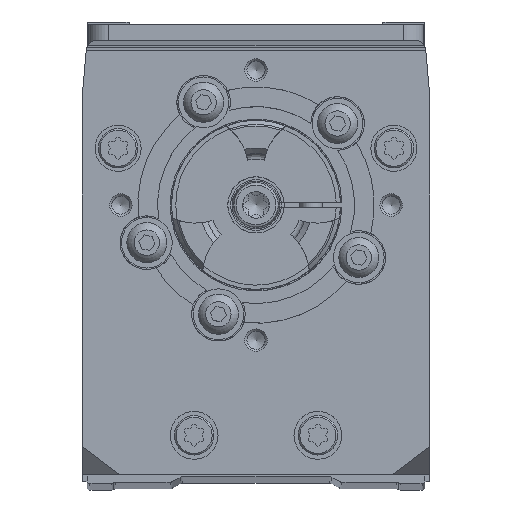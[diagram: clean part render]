
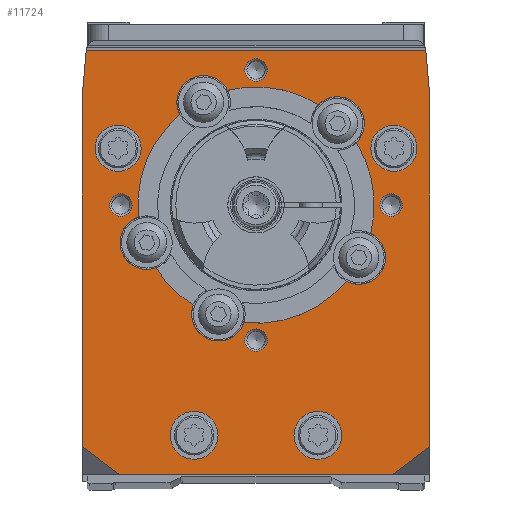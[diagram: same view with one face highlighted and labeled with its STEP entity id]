
A CAD part, top view. The second image highlights one B-rep face of the part: STEP entity #11724.
In plain terms, the highlighted planar face has unit normal (0, 0, 1).
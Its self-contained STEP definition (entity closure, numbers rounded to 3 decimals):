
#336=PLANE('',#13573);
#717=LINE('',#19062,#1666);
#718=LINE('',#19065,#1667);
#719=LINE('',#19067,#1668);
#720=LINE('',#19069,#1669);
#721=LINE('',#19071,#1670);
#722=LINE('',#19073,#1671);
#723=LINE('',#19075,#1672);
#724=LINE('',#19077,#1673);
#725=LINE('',#19079,#1674);
#726=LINE('',#19081,#1675);
#1666=VECTOR('',#15171,1000.);
#1667=VECTOR('',#15172,1000.);
#1668=VECTOR('',#15173,1000.);
#1669=VECTOR('',#15174,1000.);
#1670=VECTOR('',#15175,1000.);
#1671=VECTOR('',#15176,1000.);
#1672=VECTOR('',#15177,1000.);
#1673=VECTOR('',#15178,1000.);
#1674=VECTOR('',#15179,1000.);
#1675=VECTOR('',#15180,1000.);
#2744=ORIENTED_EDGE('',*,*,#6123,.F.);
#2745=ORIENTED_EDGE('',*,*,#5963,.T.);
#2746=ORIENTED_EDGE('',*,*,#6124,.F.);
#2747=ORIENTED_EDGE('',*,*,#5961,.T.);
#2748=ORIENTED_EDGE('',*,*,#6125,.F.);
#2749=ORIENTED_EDGE('',*,*,#5977,.T.);
#2750=ORIENTED_EDGE('',*,*,#6126,.F.);
#2751=ORIENTED_EDGE('',*,*,#5973,.T.);
#2752=ORIENTED_EDGE('',*,*,#6127,.F.);
#2753=ORIENTED_EDGE('',*,*,#5969,.T.);
#2754=ORIENTED_EDGE('',*,*,#6128,.T.);
#2755=ORIENTED_EDGE('',*,*,#6129,.T.);
#2756=ORIENTED_EDGE('',*,*,#6130,.T.);
#2757=ORIENTED_EDGE('',*,*,#6131,.T.);
#2758=ORIENTED_EDGE('',*,*,#6132,.F.);
#2759=ORIENTED_EDGE('',*,*,#6133,.F.);
#2760=ORIENTED_EDGE('',*,*,#6134,.F.);
#2761=ORIENTED_EDGE('',*,*,#6135,.F.);
#2762=ORIENTED_EDGE('',*,*,#6136,.F.);
#2763=ORIENTED_EDGE('',*,*,#6137,.F.);
#2764=ORIENTED_EDGE('',*,*,#6138,.F.);
#2765=ORIENTED_EDGE('',*,*,#6139,.F.);
#2766=ORIENTED_EDGE('',*,*,#6140,.F.);
#2767=ORIENTED_EDGE('',*,*,#6141,.F.);
#2768=ORIENTED_EDGE('',*,*,#6142,.T.);
#2769=ORIENTED_EDGE('',*,*,#6143,.F.);
#2770=ORIENTED_EDGE('',*,*,#6144,.T.);
#2771=ORIENTED_EDGE('',*,*,#6145,.F.);
#5961=EDGE_CURVE('',#7660,#7659,#8858,.T.);
#5963=EDGE_CURVE('',#7661,#7662,#8859,.T.);
#5969=EDGE_CURVE('',#7668,#7667,#8862,.T.);
#5973=EDGE_CURVE('',#7672,#7671,#8864,.T.);
#5977=EDGE_CURVE('',#7676,#7675,#8866,.T.);
#6123=EDGE_CURVE('',#7661,#7667,#8938,.F.);
#6124=EDGE_CURVE('',#7660,#7662,#8939,.F.);
#6125=EDGE_CURVE('',#7676,#7659,#8940,.F.);
#6126=EDGE_CURVE('',#7672,#7675,#8941,.F.);
#6127=EDGE_CURVE('',#7668,#7671,#8942,.F.);
#6128=EDGE_CURVE('',#7804,#7804,#8943,.T.);
#6129=EDGE_CURVE('',#7805,#7805,#8944,.T.);
#6130=EDGE_CURVE('',#7806,#7806,#8945,.T.);
#6131=EDGE_CURVE('',#7807,#7807,#8946,.T.);
#6132=EDGE_CURVE('',#7808,#7808,#8947,.T.);
#6133=EDGE_CURVE('',#7809,#7809,#8948,.T.);
#6134=EDGE_CURVE('',#7810,#7810,#8949,.T.);
#6135=EDGE_CURVE('',#7811,#7811,#8950,.T.);
#6136=EDGE_CURVE('',#7812,#7813,#717,.T.);
#6137=EDGE_CURVE('',#7814,#7812,#718,.T.);
#6138=EDGE_CURVE('',#7815,#7814,#719,.T.);
#6139=EDGE_CURVE('',#7816,#7815,#720,.T.);
#6140=EDGE_CURVE('',#7817,#7816,#721,.T.);
#6141=EDGE_CURVE('',#7818,#7817,#722,.T.);
#6142=EDGE_CURVE('',#7818,#7819,#723,.T.);
#6143=EDGE_CURVE('',#7820,#7819,#724,.T.);
#6144=EDGE_CURVE('',#7820,#7821,#725,.T.);
#6145=EDGE_CURVE('',#7813,#7821,#726,.T.);
#7659=VERTEX_POINT('',#18606);
#7660=VERTEX_POINT('',#18608);
#7661=VERTEX_POINT('',#18612);
#7662=VERTEX_POINT('',#18613);
#7667=VERTEX_POINT('',#18624);
#7668=VERTEX_POINT('',#18626);
#7671=VERTEX_POINT('',#18633);
#7672=VERTEX_POINT('',#18635);
#7675=VERTEX_POINT('',#18642);
#7676=VERTEX_POINT('',#18644);
#7804=VERTEX_POINT('',#19047);
#7805=VERTEX_POINT('',#19049);
#7806=VERTEX_POINT('',#19051);
#7807=VERTEX_POINT('',#19053);
#7808=VERTEX_POINT('',#19055);
#7809=VERTEX_POINT('',#19057);
#7810=VERTEX_POINT('',#19059);
#7811=VERTEX_POINT('',#19061);
#7812=VERTEX_POINT('',#19063);
#7813=VERTEX_POINT('',#19064);
#7814=VERTEX_POINT('',#19066);
#7815=VERTEX_POINT('',#19068);
#7816=VERTEX_POINT('',#19070);
#7817=VERTEX_POINT('',#19072);
#7818=VERTEX_POINT('',#19074);
#7819=VERTEX_POINT('',#19076);
#7820=VERTEX_POINT('',#19078);
#7821=VERTEX_POINT('',#19080);
#8858=CIRCLE('',#13457,21.);
#8859=CIRCLE('',#13459,21.);
#8862=CIRCLE('',#13463,21.);
#8864=CIRCLE('',#13466,21.);
#8866=CIRCLE('',#13469,21.);
#8938=CIRCLE('',#13574,4.75);
#8939=CIRCLE('',#13575,4.75);
#8940=CIRCLE('',#13576,4.75);
#8941=CIRCLE('',#13577,4.75);
#8942=CIRCLE('',#13578,4.75);
#8943=CIRCLE('',#13579,2.);
#8944=CIRCLE('',#13580,2.);
#8945=CIRCLE('',#13581,2.);
#8946=CIRCLE('',#13582,2.);
#8947=CIRCLE('',#13583,4.1);
#8948=CIRCLE('',#13584,4.1);
#8949=CIRCLE('',#13585,4.25);
#8950=CIRCLE('',#13586,4.25);
#9523=EDGE_LOOP('',(#2744,#2745,#2746,#2747,#2748,#2749,#2750,#2751,#2752,
#2753));
#9524=EDGE_LOOP('',(#2754));
#9525=EDGE_LOOP('',(#2755));
#9526=EDGE_LOOP('',(#2756));
#9527=EDGE_LOOP('',(#2757));
#9528=EDGE_LOOP('',(#2758));
#9529=EDGE_LOOP('',(#2759));
#9530=EDGE_LOOP('',(#2760));
#9531=EDGE_LOOP('',(#2761));
#9532=EDGE_LOOP('',(#2762,#2763,#2764,#2765,#2766,#2767,#2768,#2769,#2770,
#2771));
#10479=FACE_BOUND('',#9523,.T.);
#10480=FACE_BOUND('',#9524,.T.);
#10481=FACE_BOUND('',#9525,.T.);
#10482=FACE_BOUND('',#9526,.T.);
#10483=FACE_BOUND('',#9527,.T.);
#10484=FACE_BOUND('',#9528,.T.);
#10485=FACE_BOUND('',#9529,.T.);
#10486=FACE_BOUND('',#9530,.T.);
#10487=FACE_BOUND('',#9531,.T.);
#10488=FACE_BOUND('',#9532,.T.);
#11724=ADVANCED_FACE('',(#10479,#10480,#10481,#10482,#10483,#10484,#10485,
#10486,#10487,#10488),#336,.F.);
#13457=AXIS2_PLACEMENT_3D('',#18607,#14860,#14861);
#13459=AXIS2_PLACEMENT_3D('',#18611,#14865,#14866);
#13463=AXIS2_PLACEMENT_3D('',#18625,#14876,#14877);
#13466=AXIS2_PLACEMENT_3D('',#18634,#14884,#14885);
#13469=AXIS2_PLACEMENT_3D('',#18643,#14892,#14893);
#13573=AXIS2_PLACEMENT_3D('',#19040,#15143,#15144);
#13574=AXIS2_PLACEMENT_3D('',#19041,#15145,#15146);
#13575=AXIS2_PLACEMENT_3D('',#19042,#15147,#15148);
#13576=AXIS2_PLACEMENT_3D('',#19043,#15149,#15150);
#13577=AXIS2_PLACEMENT_3D('',#19044,#15151,#15152);
#13578=AXIS2_PLACEMENT_3D('',#19045,#15153,#15154);
#13579=AXIS2_PLACEMENT_3D('',#19046,#15155,#15156);
#13580=AXIS2_PLACEMENT_3D('',#19048,#15157,#15158);
#13581=AXIS2_PLACEMENT_3D('',#19050,#15159,#15160);
#13582=AXIS2_PLACEMENT_3D('',#19052,#15161,#15162);
#13583=AXIS2_PLACEMENT_3D('',#19054,#15163,#15164);
#13584=AXIS2_PLACEMENT_3D('',#19056,#15165,#15166);
#13585=AXIS2_PLACEMENT_3D('',#19058,#15167,#15168);
#13586=AXIS2_PLACEMENT_3D('',#19060,#15169,#15170);
#14860=DIRECTION('',(0.,0.,-1.));
#14861=DIRECTION('',(-1.,0.,0.));
#14865=DIRECTION('',(0.,0.,-1.));
#14866=DIRECTION('',(-1.,0.,0.));
#14876=DIRECTION('',(0.,0.,-1.));
#14877=DIRECTION('',(-1.,0.,0.));
#14884=DIRECTION('',(0.,0.,-1.));
#14885=DIRECTION('',(-1.,0.,0.));
#14892=DIRECTION('',(0.,0.,-1.));
#14893=DIRECTION('',(-1.,0.,0.));
#15143=DIRECTION('',(0.,0.,-1.));
#15144=DIRECTION('',(-1.,0.,0.));
#15145=DIRECTION('',(0.,0.,-1.));
#15146=DIRECTION('',(-1.,0.,0.));
#15147=DIRECTION('',(0.,0.,-1.));
#15148=DIRECTION('',(-1.,0.,0.));
#15149=DIRECTION('',(0.,0.,-1.));
#15150=DIRECTION('',(-1.,0.,0.));
#15151=DIRECTION('',(0.,0.,-1.));
#15152=DIRECTION('',(-1.,0.,0.));
#15153=DIRECTION('',(0.,0.,-1.));
#15154=DIRECTION('',(-1.,0.,0.));
#15155=DIRECTION('',(0.,0.,-1.));
#15156=DIRECTION('',(-1.,0.,0.));
#15157=DIRECTION('',(0.,0.,-1.));
#15158=DIRECTION('',(-1.,0.,0.));
#15159=DIRECTION('',(0.,0.,-1.));
#15160=DIRECTION('',(-1.,0.,0.));
#15161=DIRECTION('',(0.,0.,-1.));
#15162=DIRECTION('',(-1.,0.,0.));
#15163=DIRECTION('',(0.,0.,1.));
#15164=DIRECTION('',(1.,0.,0.));
#15165=DIRECTION('',(0.,0.,1.));
#15166=DIRECTION('',(1.,0.,0.));
#15167=DIRECTION('',(0.,0.,1.));
#15168=DIRECTION('',(1.,0.,0.));
#15169=DIRECTION('',(0.,0.,1.));
#15170=DIRECTION('',(1.,0.,0.));
#15171=DIRECTION('',(-0.796,0.605,0.));
#15172=DIRECTION('',(-1.,0.,0.));
#15173=DIRECTION('',(-0.796,-0.605,0.));
#15174=DIRECTION('',(-1.,0.,0.));
#15175=DIRECTION('',(0.,-1.,0.));
#15176=DIRECTION('',(0.087,-0.996,0.));
#15177=DIRECTION('',(-1.,0.,0.));
#15178=DIRECTION('',(0.087,0.996,0.));
#15179=DIRECTION('',(0.,-1.,0.));
#15180=DIRECTION('',(-1.,0.,0.));
#18606=CARTESIAN_POINT('',(-13.519,65.47,26.5));
#18607=CARTESIAN_POINT('',(0.,49.4,26.5));
#18608=CARTESIAN_POINT('',(-20.888,47.231,26.5));
#18611=CARTESIAN_POINT('',(0.,49.4,26.5));
#18612=CARTESIAN_POINT('',(-11.151,31.605,26.5));
#18613=CARTESIAN_POINT('',(-17.795,38.249,26.5));
#18624=CARTESIAN_POINT('',(-2.169,28.512,26.5));
#18625=CARTESIAN_POINT('',(0.,49.4,26.5));
#18626=CARTESIAN_POINT('',(16.07,35.881,26.5));
#18633=CARTESIAN_POINT('',(20.383,44.345,26.5));
#18634=CARTESIAN_POINT('',(0.,49.4,26.5));
#18635=CARTESIAN_POINT('',(17.823,60.506,26.5));
#18642=CARTESIAN_POINT('',(11.106,67.223,26.5));
#18643=CARTESIAN_POINT('',(0.,49.4,26.5));
#18644=CARTESIAN_POINT('',(-5.055,69.783,26.5));
#19040=CARTESIAN_POINT('',(30.9,77.506,26.5));
#19041=CARTESIAN_POINT('',(-6.674,30.017,26.5));
#19042=CARTESIAN_POINT('',(-19.383,42.726,26.5));
#19043=CARTESIAN_POINT('',(-9.307,67.666,26.5));
#19044=CARTESIAN_POINT('',(14.496,63.896,26.5));
#19045=CARTESIAN_POINT('',(18.266,40.093,26.5));
#19046=CARTESIAN_POINT('',(-24.,49.4,26.5));
#19047=CARTESIAN_POINT('',(-26.,49.4,26.5));
#19048=CARTESIAN_POINT('',(0.,25.4,26.5));
#19049=CARTESIAN_POINT('',(-2.,25.4,26.5));
#19050=CARTESIAN_POINT('',(24.,49.4,26.5));
#19051=CARTESIAN_POINT('',(22.,49.4,26.5));
#19052=CARTESIAN_POINT('',(0.,73.4,26.5));
#19053=CARTESIAN_POINT('',(-2.,73.4,26.5));
#19054=CARTESIAN_POINT('',(-24.5,59.5,26.5));
#19055=CARTESIAN_POINT('',(-20.4,59.5,26.5));
#19056=CARTESIAN_POINT('',(24.5,59.5,26.5));
#19057=CARTESIAN_POINT('',(28.6,59.5,26.5));
#19058=CARTESIAN_POINT('',(-11.,8.5,26.5));
#19059=CARTESIAN_POINT('',(-6.75,8.5,26.5));
#19060=CARTESIAN_POINT('',(11.,8.5,26.5));
#19061=CARTESIAN_POINT('',(15.25,8.5,26.5));
#19062=CARTESIAN_POINT('',(-25.894,2.706,26.5));
#19063=CARTESIAN_POINT('',(-24.306,1.5,26.5));
#19064=CARTESIAN_POINT('',(-30.891,6.5,26.5));
#19065=CARTESIAN_POINT('',(30.9,1.5,26.5));
#19066=CARTESIAN_POINT('',(24.306,1.5,26.5));
#19067=CARTESIAN_POINT('',(65.095,32.47,26.5));
#19068=CARTESIAN_POINT('',(30.891,6.5,26.5));
#19069=CARTESIAN_POINT('',(30.9,6.5,26.5));
#19070=CARTESIAN_POINT('',(30.9,6.5,26.5));
#19071=CARTESIAN_POINT('',(30.9,77.506,26.5));
#19072=CARTESIAN_POINT('',(30.9,68.463,26.5));
#19073=CARTESIAN_POINT('',(30.16,76.924,26.5));
#19074=CARTESIAN_POINT('',(30.161,76.905,26.5));
#19075=CARTESIAN_POINT('',(30.9,76.905,26.5));
#19076=CARTESIAN_POINT('',(-30.161,76.905,26.5));
#19077=CARTESIAN_POINT('',(-31.743,58.826,26.5));
#19078=CARTESIAN_POINT('',(-30.9,68.463,26.5));
#19079=CARTESIAN_POINT('',(-30.9,77.506,26.5));
#19080=CARTESIAN_POINT('',(-30.9,6.5,26.5));
#19081=CARTESIAN_POINT('',(30.9,6.5,26.5));
